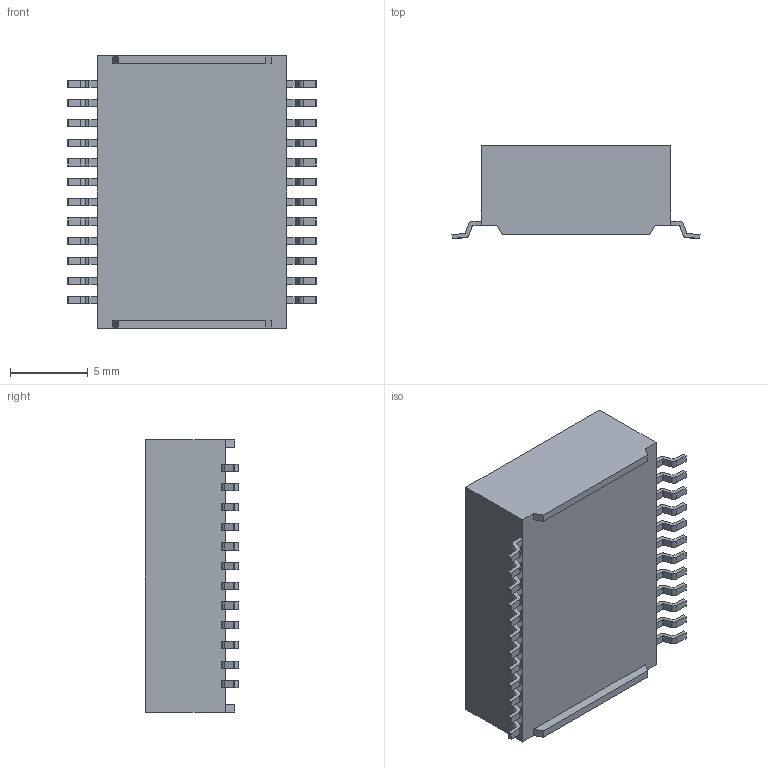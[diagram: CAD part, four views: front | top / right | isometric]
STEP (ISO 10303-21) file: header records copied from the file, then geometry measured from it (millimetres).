
FILE_DESCRIPTION (( 'STEP AP214' ), '1' );
FILE_NAME ('SM51589PEL.STEP', '2021-12-27T22:56:24', ( '' ), ( '' ), 'SwSTEP 2.0', 'SolidWorks 2017', '' );
FILE_SCHEMA (( 'AUTOMOTIVE_DESIGN' ));
Length unit declared in the file: millimetre
Products named in the file (1): SM51589PEL
Bounding box: 16 x 6 x 17.55 mm (x, y, z)
Volume: 1115.2 mm3; surface area: 848.2 mm2
Topology: 26 solids, 26 shells, 357 faces, 912 edges, 608 vertices
Faces by surface type: plane 257, cylinder 100
Entity records: 11025 total; most frequent: CARTESIAN_POINT 1878, DIRECTION 1828, ORIENTED_EDGE 1824, EDGE_CURVE 912, VECTOR 712, LINE 712, VERTEX_POINT 608, AXIS2_PLACEMENT_3D 558
